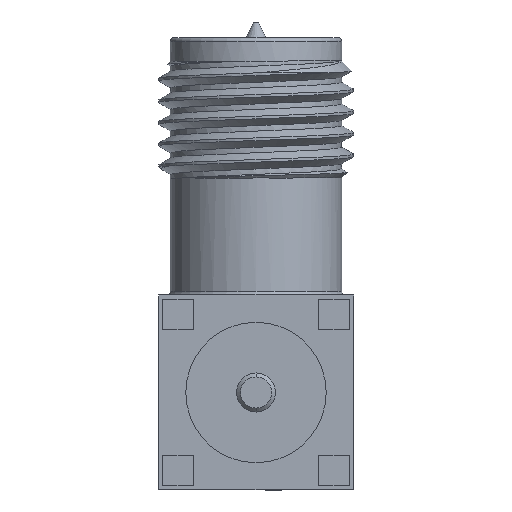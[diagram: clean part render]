
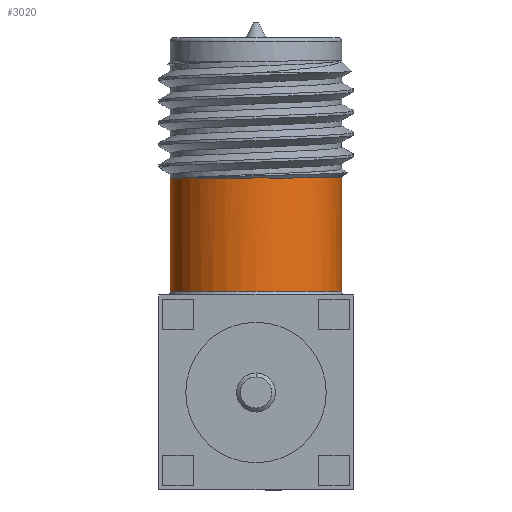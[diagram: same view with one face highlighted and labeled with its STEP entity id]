
A CAD part, front view. The second image highlights one B-rep face of the part: STEP entity #3020.
In plain terms, the highlighted cylindrical face has radius 2.791 mm (diameter 5.582 mm), a partial arc.
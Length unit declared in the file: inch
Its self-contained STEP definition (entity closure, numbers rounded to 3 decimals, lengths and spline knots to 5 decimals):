
#5 = CARTESIAN_POINT ( 'NONE',  ( -0.10869, -0.01882, 0.27493 ) ) ;
#13 = CARTESIAN_POINT ( 'NONE',  ( 0., 0., -0.055 ) ) ;
#16 = CARTESIAN_POINT ( 'NONE',  ( 0.07117, -0.08458, 0.275 ) ) ;
#99 = CARTESIAN_POINT ( 'NONE',  ( -0.10989, 0., 0.13 ) ) ;
#327 = CARTESIAN_POINT ( 'NONE',  ( 0.01718, -0.1092, 0.275 ) ) ;
#355 = CARTESIAN_POINT ( 'NONE',  ( -0.01876, -0.10893, 0.275 ) ) ;
#443 = ORIENTED_EDGE ( 'NONE', *, *, #464, .F. ) ;
#464 = EDGE_CURVE ( 'NONE', #3706, #4205, #2444, .T. ) ;
#691 = LINE ( 'NONE', #4393, #4040 ) ;
#693 = CARTESIAN_POINT ( 'NONE',  ( 0.00512, -0.11042, 0.275 ) ) ;
#709 = VERTEX_POINT ( 'NONE', #3752 ) ;
#727 = CARTESIAN_POINT ( 'NONE',  ( -0.09487, -0.05545, 0.275 ) ) ;
#742 = VECTOR ( 'NONE', #2738, 39.37008 ) ;
#770 = ORIENTED_EDGE ( 'NONE', *, *, #3715, .T. ) ;
#800 = CARTESIAN_POINT ( 'NONE',  ( -0.10988, 0., 0.275 ) ) ;
#1070 = CARTESIAN_POINT ( 'NONE',  ( 0., 0., 0.13 ) ) ;
#1090 = CARTESIAN_POINT ( 'NONE',  ( -0.10988, -0.00925, 0.27495 ) ) ;
#1169 = ORIENTED_EDGE ( 'NONE', *, *, #3635, .F. ) ;
#1184 = AXIS2_PLACEMENT_3D ( 'NONE', #13, #2612, #2971 ) ;
#1321 = CARTESIAN_POINT ( 'NONE',  ( 0.10989, 0., -0.055 ) ) ;
#1421 = CARTESIAN_POINT ( 'NONE',  ( -0.05271, -0.09716, 0.275 ) ) ;
#1435 = DIRECTION ( 'NONE',  ( 1., 0., 0. ) ) ;
#1445 = CARTESIAN_POINT ( 'NONE',  ( 0.08, -0.07628, 0.275 ) ) ;
#1489 = CARTESIAN_POINT ( 'NONE',  ( 0.10989, 0., 0.275 ) ) ;
#1491 = LINE ( 'NONE', #1321, #742 ) ;
#1511 = CARTESIAN_POINT ( 'NONE',  ( -0.0811, -0.07511, 0.275 ) ) ;
#1595 = CIRCLE ( 'NONE', #3127, 0.10989 ) ;
#1846 = CARTESIAN_POINT ( 'NONE',  ( -0.06304, -0.0908, 0.275 ) ) ;
#2154 = DIRECTION ( 'NONE',  ( 0., 0., 1. ) ) ;
#2312 = VERTEX_POINT ( 'NONE', #99 ) ;
#2444 = B_SPLINE_CURVE_WITH_KNOTS ( 'NONE', 3,
 ( #4383, #1090, #5, #2548, #4013, #727 ),
 .UNSPECIFIED., .F., .F.,
 ( 4, 2, 4 ),
 ( 0., 0.5, 1. ),
 .UNSPECIFIED. ) ;
#2468 = CARTESIAN_POINT ( 'NONE',  ( 0.10989, 0., 0.275 ) ) ;
#2489 = CARTESIAN_POINT ( 'NONE',  ( -0.09487, -0.05545, 0.275 ) ) ;
#2548 = CARTESIAN_POINT ( 'NONE',  ( -0.10369, -0.03765, 0.27494 ) ) ;
#2559 = CARTESIAN_POINT ( 'NONE',  ( 0.10989, -0.01196, 0.275 ) ) ;
#2612 = DIRECTION ( 'NONE',  ( 0., 0., 1. ) ) ;
#2701 = EDGE_CURVE ( 'NONE', #4205, #3495, #4626, .T. ) ;
#2738 = DIRECTION ( 'NONE',  ( 0., 0., 1. ) ) ;
#2890 = DIRECTION ( 'NONE',  ( 0., 0., 1. ) ) ;
#2905 = CARTESIAN_POINT ( 'NONE',  ( 0.09454, -0.05728, 0.275 ) ) ;
#2971 = DIRECTION ( 'NONE',  ( 1., 0., 0. ) ) ;
#3020 = ADVANCED_FACE ( 'NONE', ( #3668 ), #3300, .T. ) ;
#3042 = ORIENTED_EDGE ( 'NONE', *, *, #2701, .F. ) ;
#3127 = AXIS2_PLACEMENT_3D ( 'NONE', #1070, #2890, #1435 ) ;
#3262 = CARTESIAN_POINT ( 'NONE',  ( 0.04027, -0.10294, 0.275 ) ) ;
#3283 = CARTESIAN_POINT ( 'NONE',  ( 0.10792, -0.02392, 0.275 ) ) ;
#3300 = CYLINDRICAL_SURFACE ( 'NONE', #1184, 0.10989 ) ;
#3495 = VERTEX_POINT ( 'NONE', #2468 ) ;
#3635 = EDGE_CURVE ( 'NONE', #2312, #3706, #691, .T. ) ;
#3647 = CARTESIAN_POINT ( 'NONE',  ( 0.10024, -0.04658, 0.275 ) ) ;
#3668 = FACE_OUTER_BOUND ( 'NONE', #3732, .T. ) ;
#3706 = VERTEX_POINT ( 'NONE', #800 ) ;
#3715 = EDGE_CURVE ( 'NONE', #2312, #709, #1595, .T. ) ;
#3732 = EDGE_LOOP ( 'NONE', ( #1169, #770, #4759, #3042, #443 ) ) ;
#3752 = CARTESIAN_POINT ( 'NONE',  ( 0.10989, 0., 0.13 ) ) ;
#3838 = EDGE_CURVE ( 'NONE', #709, #3495, #1491, .T. ) ;
#3923 = CARTESIAN_POINT ( 'NONE',  ( -0.09487, -0.05545, 0.275 ) ) ;
#4013 = CARTESIAN_POINT ( 'NONE',  ( -0.09986, -0.04689, 0.27497 ) ) ;
#4040 = VECTOR ( 'NONE', #2154, 39.37008 ) ;
#4057 = CARTESIAN_POINT ( 'NONE',  ( -0.08883, -0.06578, 0.275 ) ) ;
#4205 = VERTEX_POINT ( 'NONE', #3923 ) ;
#4347 = CARTESIAN_POINT ( 'NONE',  ( -0.03057, -0.10623, 0.275 ) ) ;
#4383 = CARTESIAN_POINT ( 'NONE',  ( -0.10988, 0., 0.275 ) ) ;
#4393 = CARTESIAN_POINT ( 'NONE',  ( -0.10989, 0., -0.055 ) ) ;
#4626 = B_SPLINE_CURVE_WITH_KNOTS ( 'NONE', 3,
 ( #2489, #4057, #1511, #1846, #1421, #4347, #355, #693, #327, #3262, #4740, #16, #1445, #2905, #3647, #3283, #2559, #1489 ),
 .UNSPECIFIED., .F., .F.,
 ( 4, 2, 2, 2, 2, 2, 2, 2, 4 ),
 ( 0., 0.125, 0.25, 0.375, 0.5, 0.625, 0.75, 0.875, 1. ),
 .UNSPECIFIED. ) ;
#4740 = CARTESIAN_POINT ( 'NONE',  ( 0.0513, -0.09791, 0.275 ) ) ;
#4759 = ORIENTED_EDGE ( 'NONE', *, *, #3838, .T. ) ;
